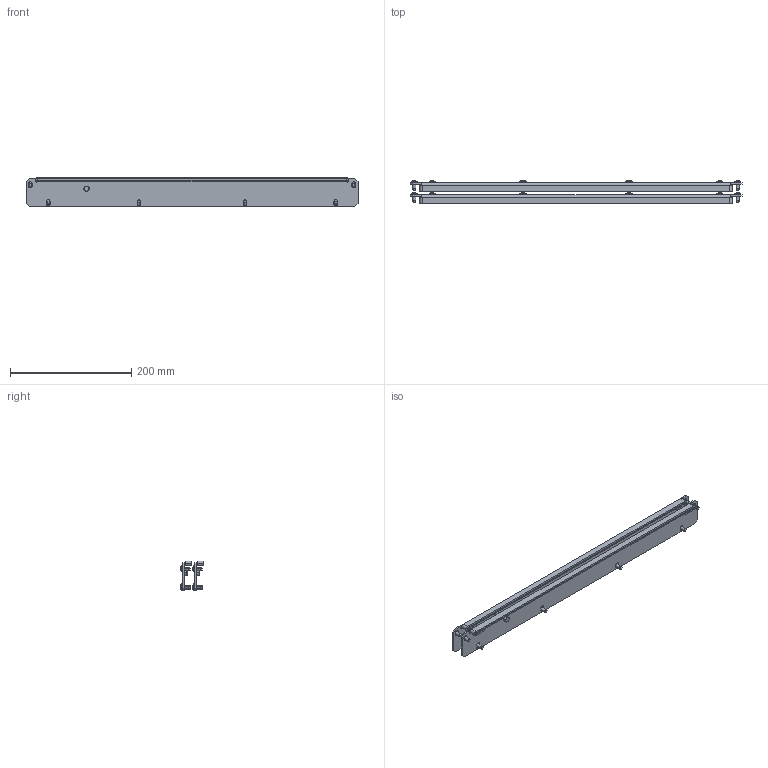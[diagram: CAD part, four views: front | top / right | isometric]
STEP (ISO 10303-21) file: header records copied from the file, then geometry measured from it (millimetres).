
FILE_DESCRIPTION (( 'STEP AP203' ), '1' );
FILE_NAME ('UR12105101201 Ïàíåëü îñíîâàíèÿ ãëóõàÿ êîíöåâàÿ 50ìì RS52 00.120 (2øò) (000.801.739-05).STEP', '2022-04-18T05:13:12', ( '' ), ( '' ), 'SwSTEP 2.0', 'SolidWorks 2017', '' );
FILE_SCHEMA (( 'CONFIG_CONTROL_DESIGN' ));
Length unit declared in the file: millimetre
Products named in the file (6): ч蜱齁罻 ST-9; 000.130.519 Ïàíåëü îñíîâàíèÿ RS52 ãëóõàÿ êîíöåâàÿ 50 ìì_05 (00.65); Óïëîòíèòåëü 3õ10 ïàíåëåé îñíîâàíèÿ LC3 00.80_05 (00.65); 003-549 Ïàíåëü îñíîâàíèÿ RS52_05 (00.65); UR12105101201 Ïàíåëü îñíîâàíèÿ ãëóõàÿ êîíöåâàÿ 50ìì RS52 00.120 (2øò) (000.801.739-05); Âèíò DIN 7500 C TORX_Œ5å12
Assembly tree (17 placements, depth 3):
  UR12105101201 Ïàíåëü îñíîâàíèÿ ãëóõàÿ êîíöåâàÿ 50ìì RS52 00.120 (2øò) (000.801.739-05)
    000.130.519 Ïàíåëü îñíîâàíèÿ RS52 ãëóõàÿ êîíöåâàÿ 50 ìì_05 (00.65)  x2
      003-549 Ïàíåëü îñíîâàíèÿ RS52_05 (00.65)
      Óïëîòíèòåëü 3õ10 ïàíåëåé îñíîâàíèÿ LC3 00.80_05 (00.65)
      ч蜱齁罻 ST-9
    Âèíò DIN 7500 C TORX_Œ5å12  x12
Bounding box: 548 x 37.84 x 49.5 mm (x, y, z)
Volume: 161350 mm3; surface area: 163687.2 mm2
Topology: 18 solids, 18 shells, 692 faces, 1828 edges, 1188 vertices
Faces by surface type: plane 324, cylinder 276, cone 52, sphere 24, torus 16
Entity records: 5324 total; most frequent: CARTESIAN_POINT 862, DIRECTION 781, ORIENTED_EDGE 708, EDGE_CURVE 354, AXIS2_PLACEMENT_3D 289, VERTEX_POINT 224, LINE 203, VECTOR 203
